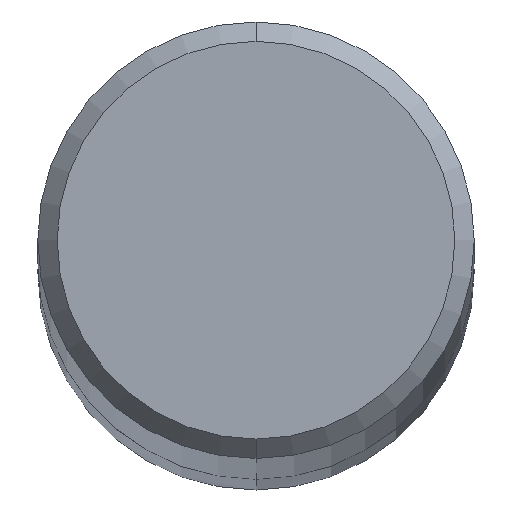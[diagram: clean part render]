
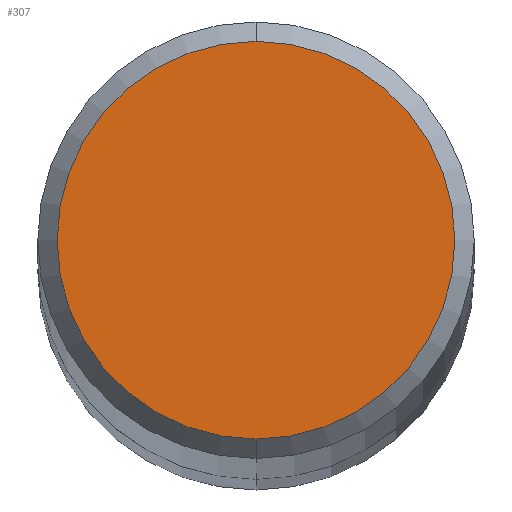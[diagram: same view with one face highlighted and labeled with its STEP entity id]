
A CAD part, top view. The second image highlights one B-rep face of the part: STEP entity #307.
In plain terms, the highlighted planar face has unit normal (0, 0, 1).
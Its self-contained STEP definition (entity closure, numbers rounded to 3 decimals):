
#289=VERTEX_POINT('',#584);
#307=ADVANCED_FACE('',(#604),#605,.T.);
#329=VERTEX_POINT('',#630);
#357=EDGE_CURVE('',#329,#289,#661,.T.);
#399=EDGE_CURVE('',#289,#329,#706,.T.);
#584=CARTESIAN_POINT('',(0.,-0.82,47.0));
#604=FACE_OUTER_BOUND('',#1173,.T.);
#605=PLANE('',#1174);
#630=CARTESIAN_POINT('',(0.0,0.82,47.0));
#661=CIRCLE('',#1311,0.82);
#706=CIRCLE('',#1378,0.82);
#1173=EDGE_LOOP('',(#1602,#1603));
#1174=AXIS2_PLACEMENT_3D('',#1604,#1605,#1606);
#1311=AXIS2_PLACEMENT_3D('',#1681,#1682,#1683);
#1378=AXIS2_PLACEMENT_3D('',#1735,#1736,#1737);
#1602=ORIENTED_EDGE('',*,*,#357,.F.);
#1603=ORIENTED_EDGE('',*,*,#399,.F.);
#1604=CARTESIAN_POINT('',(0.0,0.41,47.0));
#1605=DIRECTION('',(0.0,0.0,1.0));
#1606=DIRECTION('',(0.0,-1.0,0.0));
#1681=CARTESIAN_POINT('',(0.0,0.0,47.0));
#1682=DIRECTION('',(0.0,0.0,-1.0));
#1683=DIRECTION('',(0.0,1.0,0.0));
#1735=CARTESIAN_POINT('',(0.0,0.0,47.0));
#1736=DIRECTION('',(0.0,0.0,-1.0));
#1737=DIRECTION('',(0.0,1.0,0.0));
